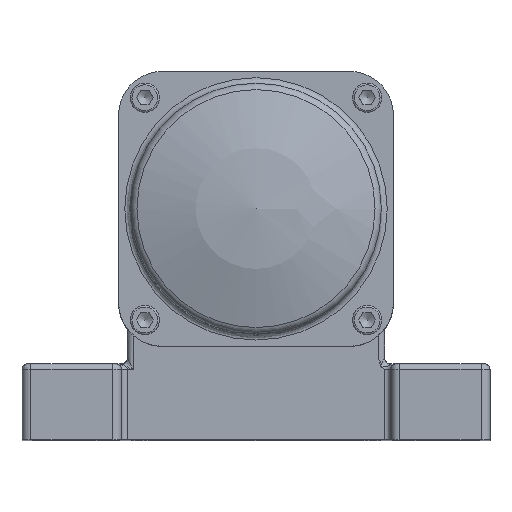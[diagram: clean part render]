
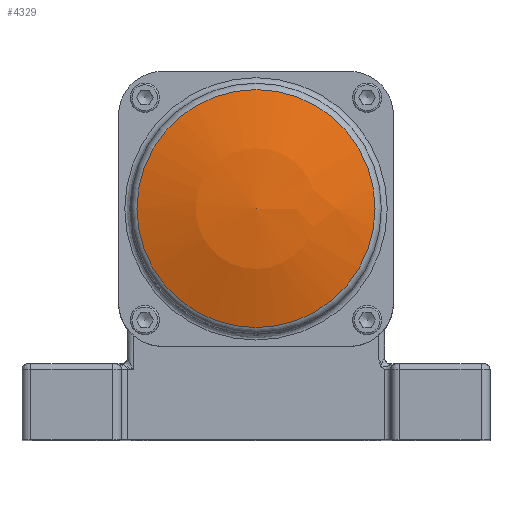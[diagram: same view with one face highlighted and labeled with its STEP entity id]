
A CAD part, top view. The second image highlights one B-rep face of the part: STEP entity #4329.
In plain terms, the highlighted spherical face has radius 121.25 mm.
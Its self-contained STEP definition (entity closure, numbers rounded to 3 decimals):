
#4313=CARTESIAN_POINT('',(0.,16.,2.25));
#4314=DIRECTION('',(0.0,0.0,1.0));
#4315=DIRECTION('',(1.0,0.0,0.0));
#4316=AXIS2_PLACEMENT_3D('',#4313,#4314,#4315);
#4317=SPHERICAL_SURFACE('',#4316,121.25);
#4318=CARTESIAN_POINT('',(0.,-24.691,116.468));
#4319=VERTEX_POINT('',#4318);
#4320=CARTESIAN_POINT('',(0.,16.,116.468));
#4321=DIRECTION('',(0.0,0.0,-1.0));
#4322=DIRECTION('',(0.0,1.0,0.0));
#4323=AXIS2_PLACEMENT_3D('',#4320,#4321,#4322);
#4324=CIRCLE('',#4323,40.691);
#4325=EDGE_CURVE('',#4319,#4319,#4324,.T.);
#4326=ORIENTED_EDGE('',*,*,#4325,.F.);
#4327=EDGE_LOOP('',(#4326));
#4328=FACE_OUTER_BOUND('',#4327,.T.);
#4329=ADVANCED_FACE('',(#4328),#4317,.T.);
